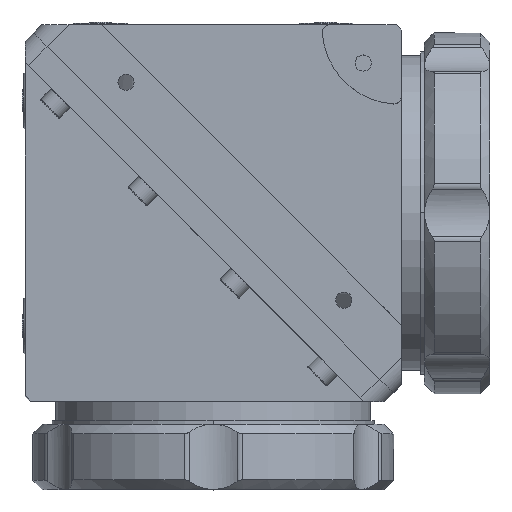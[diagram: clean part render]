
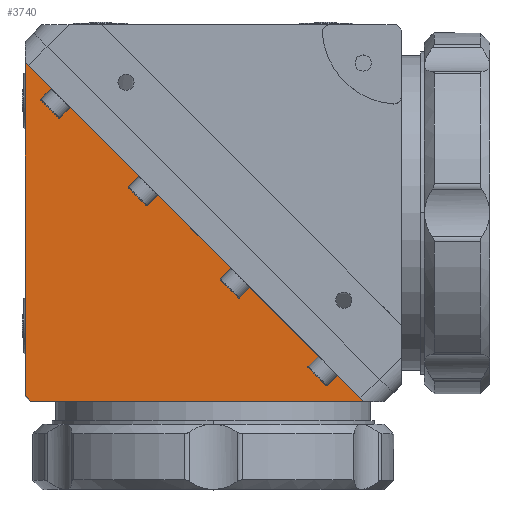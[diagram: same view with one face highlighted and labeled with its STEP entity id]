
A CAD part, top view. The second image highlights one B-rep face of the part: STEP entity #3740.
In plain terms, the highlighted planar face has unit normal (0, 0, 1).
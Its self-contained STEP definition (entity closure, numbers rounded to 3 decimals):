
#208 = VECTOR ( 'NONE', #16412, 1000. ) ;
#964 = LINE ( 'NONE', #12181, #208 ) ;
#1008 = CARTESIAN_POINT ( 'NONE',  ( 39.132, -49.032, 41. ) ) ;
#1026 = CARTESIAN_POINT ( 'NONE',  ( -49.032, -47.617, 41. ) ) ;
#1322 = LINE ( 'NONE', #16510, #5463 ) ;
#1344 = ORIENTED_EDGE ( 'NONE', *, *, #3136, .F. ) ;
#1407 = DIRECTION ( 'NONE',  ( -1., 0., 0. ) ) ;
#1763 = LINE ( 'NONE', #7392, #11598 ) ;
#1824 = DIRECTION ( 'NONE',  ( 0., 0., 1. ) ) ;
#2677 = ORIENTED_EDGE ( 'NONE', *, *, #16424, .F. ) ;
#3042 = EDGE_CURVE ( 'NONE', #15787, #11657, #1322, .T. ) ;
#3136 = EDGE_CURVE ( 'NONE', #15787, #16380, #10255, .T. ) ;
#3740 = ADVANCED_FACE ( 'NONE', ( #4604 ), #14436, .T. ) ;
#4451 = DIRECTION ( 'NONE',  ( 0., 1., 0. ) ) ;
#4564 = VECTOR ( 'NONE', #4451, 1000. ) ;
#4604 = FACE_OUTER_BOUND ( 'NONE', #11567, .T. ) ;
#4639 = ORIENTED_EDGE ( 'NONE', *, *, #6848, .F. ) ;
#5463 = VECTOR ( 'NONE', #6946, 1000. ) ;
#5725 = ORIENTED_EDGE ( 'NONE', *, *, #3042, .T. ) ;
#5811 = CARTESIAN_POINT ( 'NONE',  ( 0., 0., 41. ) ) ;
#6169 = VERTEX_POINT ( 'NONE', #1008 ) ;
#6848 = EDGE_CURVE ( 'NONE', #16380, #6169, #964, .T. ) ;
#6946 = DIRECTION ( 'NONE',  ( 0.707, -0.707, 0. ) ) ;
#7392 = CARTESIAN_POINT ( 'NONE',  ( 49.032, -49.032, 41. ) ) ;
#7783 = AXIS2_PLACEMENT_3D ( 'NONE', #5811, #1824, #13061 ) ;
#10255 = LINE ( 'NONE', #14216, #4564 ) ;
#10653 = ORIENTED_EDGE ( 'NONE', *, *, #13081, .F. ) ;
#11567 = EDGE_LOOP ( 'NONE', ( #2677, #4639, #1344, #5725, #10653 ) ) ;
#11598 = VECTOR ( 'NONE', #1407, 1000. ) ;
#11657 = VERTEX_POINT ( 'NONE', #15189 ) ;
#12181 = CARTESIAN_POINT ( 'NONE',  ( 39.132, -49.032, 41. ) ) ;
#12624 = VECTOR ( 'NONE', #16036, 1000. ) ;
#13061 = DIRECTION ( 'NONE',  ( 1., 0., 0. ) ) ;
#13081 = EDGE_CURVE ( 'NONE', #14718, #11657, #17588, .T. ) ;
#13163 = CARTESIAN_POINT ( 'NONE',  ( 0., -49.032, 41. ) ) ;
#14216 = CARTESIAN_POINT ( 'NONE',  ( -49.032, -49.032, 41. ) ) ;
#14436 = PLANE ( 'NONE',  #7783 ) ;
#14718 = VERTEX_POINT ( 'NONE', #13163 ) ;
#15189 = CARTESIAN_POINT ( 'NONE',  ( -47.617, -49.032, 41. ) ) ;
#15787 = VERTEX_POINT ( 'NONE', #1026 ) ;
#16036 = DIRECTION ( 'NONE',  ( -1., 0., 0. ) ) ;
#16117 = CARTESIAN_POINT ( 'NONE',  ( 49.032, -49.032, 41. ) ) ;
#16380 = VERTEX_POINT ( 'NONE', #16418 ) ;
#16412 = DIRECTION ( 'NONE',  ( 0.707, -0.707, 0. ) ) ;
#16418 = CARTESIAN_POINT ( 'NONE',  ( -49.032, 39.132, 41. ) ) ;
#16424 = EDGE_CURVE ( 'NONE', #6169, #14718, #1763, .T. ) ;
#16510 = CARTESIAN_POINT ( 'NONE',  ( -49.032, -47.617, 41. ) ) ;
#17588 = LINE ( 'NONE', #16117, #12624 ) ;
